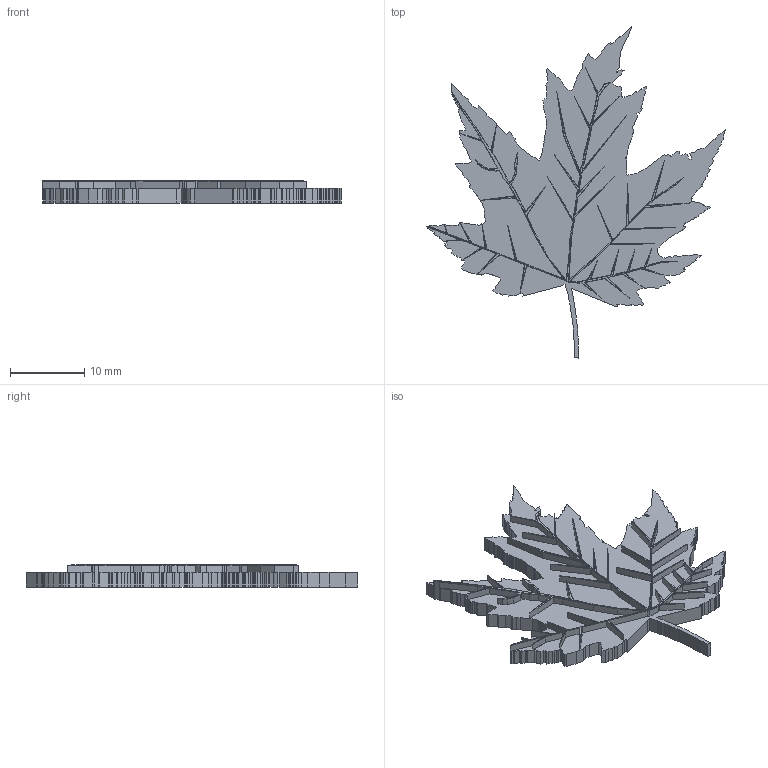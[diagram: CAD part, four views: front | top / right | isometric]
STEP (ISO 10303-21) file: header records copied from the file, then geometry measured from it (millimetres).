
FILE_DESCRIPTION(/* description */ (''),/* implementation_level */ '2;1');
FILE_NAME(/* name */ 'Leaf Maple.step',/* time_stamp */ '2025-10-29T11:08:06Z',/* author */ (''),/* organization */ (''),/* preprocessor_version */ 'ST-DEVELOPER v20.1',/* originating_system */ 'Autodesk Translation Framework v14.17.0.0',/* authorisation */ '');
FILE_SCHEMA (('AUTOMOTIVE_DESIGN { 1 0 10303 214 3 1 1 }'));
Length unit declared in the file: millimetre
Products named in the file (1): 2025-10-28-22-37-56-708
Bounding box: 40.19 x 44.65 x 3 mm (x, y, z)
Volume: 1524.9 mm3; surface area: 2487.5 mm2
Topology: 1 solids, 1 shells, 971 faces, 2672 edges, 1703 vertices
Faces by surface type: plane 759, cylinder 212
Entity records: 30257 total; most frequent: CARTESIAN_POINT 5473, ORIENTED_EDGE 5344, DIRECTION 4820, EDGE_CURVE 2672, LINE 2454, VECTOR 2454, VERTEX_POINT 1703, AXIS2_PLACEMENT_3D 1183
